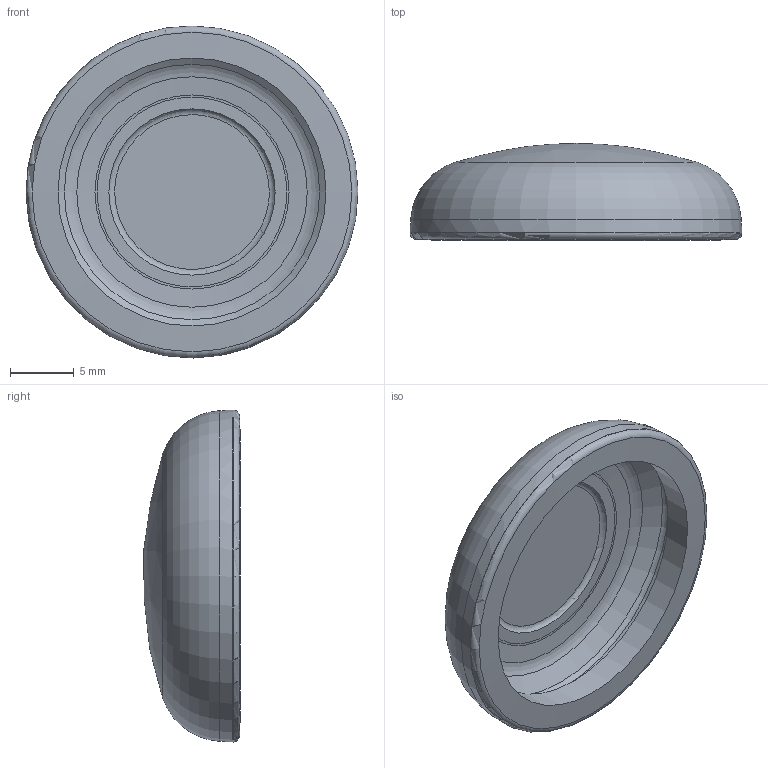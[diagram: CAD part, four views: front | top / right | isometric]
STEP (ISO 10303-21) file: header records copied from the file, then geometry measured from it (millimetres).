
FILE_DESCRIPTION(/* description */ (''),/* implementation_level */ '2;1');
FILE_NAME(/* name */ 'Head.ipt.step',/* time_stamp */ '2020-04-16T23:16:08-04:00',/* author */ ('Jordan'),/* organization */ (''),/* preprocessor_version */ 'ST-DEVELOPER v17',/* originating_system */ 'Autodesk Inventor 2019',/* authorisation */ '');
FILE_SCHEMA (('AUTOMOTIVE_DESIGN { 1 0 10303 214 3 1 1 }'));
Length unit declared in the file: inch
Products named in the file (1): Head
Bounding box: 25.95 x 7.58 x 25.95 mm (x, y, z)
Volume: 1256.9 mm3; surface area: 1771.2 mm2
Topology: 1 solids, 1 shells, 18 faces, 50 edges, 36 vertices
Faces by surface type: torus 8, cone 5, plane 3, sphere 1, cylinder 1
Full cylindrical faces by diameter (mm): 23 x1
Entity records: 1377 total; most frequent: CARTESIAN_POINT 837, DIRECTION 120, ORIENTED_EDGE 100, AXIS2_PLACEMENT_3D 57, EDGE_CURVE 50, CIRCLE 38, VERTEX_POINT 36, EDGE_LOOP 20
